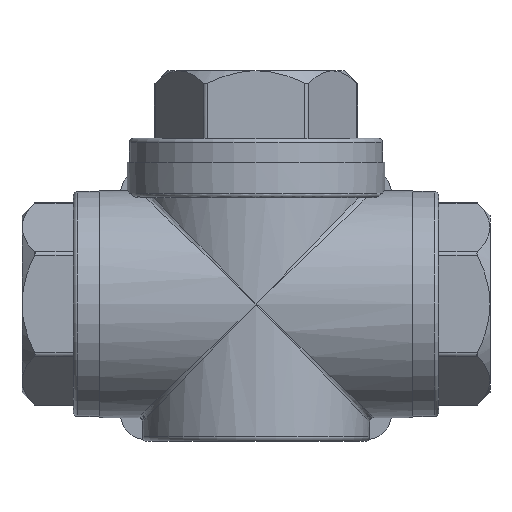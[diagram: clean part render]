
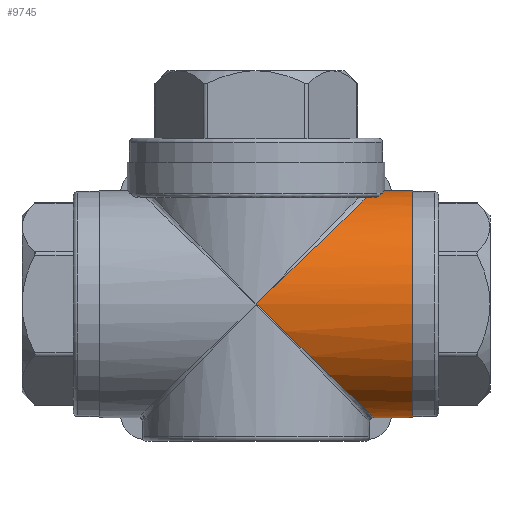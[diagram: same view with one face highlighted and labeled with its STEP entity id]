
A CAD part, front view. The second image highlights one B-rep face of the part: STEP entity #9745.
In plain terms, the highlighted cylindrical face has radius 21.018 mm (diameter 42.037 mm), a partial arc.
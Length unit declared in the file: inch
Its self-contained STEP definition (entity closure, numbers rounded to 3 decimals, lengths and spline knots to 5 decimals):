
#232 = CARTESIAN_POINT ( 'NONE',  ( 0.93243, -0.45554, 0.78169 ) ) ;
#320 = FACE_OUTER_BOUND ( 'NONE', #7685, .T. ) ;
#591 = CARTESIAN_POINT ( 'NONE',  ( 0.65125, -0.45554, 0.78169 ) ) ;
#854 = CARTESIAN_POINT ( 'NONE',  ( 0.64868, -0.16549, -0.82081 ) ) ;
#931 = EDGE_CURVE ( 'NONE', #2943, #4352, #2209, .T. ) ;
#1027 = VERTEX_POINT ( 'NONE', #5504 ) ;
#1137 = CYLINDRICAL_SURFACE ( 'NONE', #10189, 0.8275 ) ;
#1273 = CARTESIAN_POINT ( 'NONE',  ( 0.93243, -0.16549, 0.83419 ) ) ;
#1505 = CARTESIAN_POINT ( 'NONE',  ( 0.29297, -0.99299, -0.47805 ) ) ;
#1512 = CARTESIAN_POINT ( 'NONE',  ( 0.69879, -0.39247, 0.8027 ) ) ;
#1828 = CARTESIAN_POINT ( 'NONE',  ( 0.7148, -0.32182, 0.81987 ) ) ;
#1830 = B_SPLINE_CURVE_WITH_KNOTS ( 'NONE', 3,
 ( #3531, #1828, #9541, #5390, #2879, #4365, #10489, #7938 ),
 .UNSPECIFIED., .F., .F.,
 ( 4, 2, 2, 4 ),
 ( 0.00283, 0.00522, 0.00641, 0.00761 ),
 .UNSPECIFIED. ) ;
#1912 = VERTEX_POINT ( 'NONE', #1273 ) ;
#2166 = CARTESIAN_POINT ( 'NONE',  ( 0.93243, -0.16549, -0.82081 ) ) ;
#2174 = ORIENTED_EDGE ( 'NONE', *, *, #10454, .T. ) ;
#2209 = LINE ( 'NONE', #2166, #10759 ) ;
#2254 = CARTESIAN_POINT ( 'NONE',  ( 0.66717, -0.44599, 0.78521 ) ) ;
#2300 = EDGE_CURVE ( 'NONE', #1912, #2943, #8317, .T. ) ;
#2447 = DIRECTION ( 'NONE',  ( -1., 0., 0. ) ) ;
#2570 = EDGE_CURVE ( 'NONE', #1027, #7647, #8599, .T. ) ;
#2622 = ORIENTED_EDGE ( 'NONE', *, *, #3413, .F. ) ;
#2688 = CARTESIAN_POINT ( 'NONE',  ( -0.21007, -0.99299, 0.00669 ) ) ;
#2817 = CARTESIAN_POINT ( 'NONE',  ( 0.70872, -0.35181, 0.81294 ) ) ;
#2879 = CARTESIAN_POINT ( 'NONE',  ( 0.72545, -0.22832, 0.83195 ) ) ;
#2943 = VERTEX_POINT ( 'NONE', #4997 ) ;
#3111 = CARTESIAN_POINT ( 'NONE',  ( 0.65389, -0.4547, 0.782 ) ) ;
#3386 = CARTESIAN_POINT ( 'NONE',  ( 0.64868, -0.16549, -0.82081 ) ) ;
#3413 = EDGE_CURVE ( 'NONE', #5808, #5474, #1830, .T. ) ;
#3451 = CARTESIAN_POINT ( 'NONE',  ( 0.72743, -0.16549, 0.83419 ) ) ;
#3531 = CARTESIAN_POINT ( 'NONE',  ( 0.70872, -0.35181, 0.81294 ) ) ;
#3719 = VECTOR ( 'NONE', #10272, 39.37008 ) ;
#3939 = CARTESIAN_POINT ( 'NONE',  ( 0.6485, -0.45554, 0.78169 ) ) ;
#3946 = CARTESIAN_POINT ( 'NONE',  ( 0.93243, -0.16549, 0.00669 ) ) ;
#4004 = DIRECTION ( 'NONE',  ( 0., 0., 1. ) ) ;
#4352 = VERTEX_POINT ( 'NONE', #3386 ) ;
#4365 = CARTESIAN_POINT ( 'NONE',  ( 0.72703, -0.19687, 0.83374 ) ) ;
#4570 = DIRECTION ( 'NONE',  ( 0., 0., -1. ) ) ;
#4636 = VERTEX_POINT ( 'NONE', #2688 ) ;
#4723 =( BOUNDED_CURVE ( )  B_SPLINE_CURVE ( 3, ( #9049, #1505, #8235, #854 ),
 .UNSPECIFIED., .F., .T. ) 
 B_SPLINE_CURVE_WITH_KNOTS ( ( 4, 4 ),
 ( 1.5708, 3.14159 ),
 .UNSPECIFIED. ) 
 CURVE ( )  GEOMETRIC_REPRESENTATION_ITEM ( )  RATIONAL_B_SPLINE_CURVE ( ( 1., 0.805, 0.805, 1. ) ) 
 REPRESENTATION_ITEM ( '' )  );
#4733 = CARTESIAN_POINT ( 'NONE',  ( 0.93243, -0.16549, 0.00669 ) ) ;
#4768 = CARTESIAN_POINT ( 'NONE',  ( 0.66095, -0.45091, 0.78341 ) ) ;
#4826 = CARTESIAN_POINT ( 'NONE',  ( 0.6485, -0.45554, 0.78169 ) ) ;
#4832 = DIRECTION ( 'NONE',  ( -1., 0., 0. ) ) ;
#4927 = ORIENTED_EDGE ( 'NONE', *, *, #5732, .T. ) ;
#4997 = CARTESIAN_POINT ( 'NONE',  ( 0.93243, -0.16549, -0.82081 ) ) ;
#5390 = CARTESIAN_POINT ( 'NONE',  ( 0.72425, -0.24414, 0.83059 ) ) ;
#5462 = AXIS2_PLACEMENT_3D ( 'NONE', #4733, #9752, #4570 ) ;
#5474 = VERTEX_POINT ( 'NONE', #3451 ) ;
#5504 = CARTESIAN_POINT ( 'NONE',  ( 0.59419, -0.45554, 0.78169 ) ) ;
#5732 = EDGE_CURVE ( 'NONE', #5808, #7647, #9791, .T. ) ;
#5808 = VERTEX_POINT ( 'NONE', #2817 ) ;
#5957 = CARTESIAN_POINT ( 'NONE',  ( 0.93243, -0.16549, 0.83419 ) ) ;
#6203 =( BOUNDED_CURVE ( )  B_SPLINE_CURVE ( 3, ( #6671, #9249, #10265, #9200 ),
 .UNSPECIFIED., .F., .T. ) 
 B_SPLINE_CURVE_WITH_KNOTS ( ( 4, 4 ),
 ( 3.49972, 4.71239 ),
 .UNSPECIFIED. ) 
 CURVE ( )  GEOMETRIC_REPRESENTATION_ITEM ( )  RATIONAL_B_SPLINE_CURVE ( ( 1., 0.881, 0.881, 1. ) ) 
 REPRESENTATION_ITEM ( '' )  );
#6423 = CARTESIAN_POINT ( 'NONE',  ( 0.68556, -0.42078, 0.79389 ) ) ;
#6671 = CARTESIAN_POINT ( 'NONE',  ( 0.59419, -0.45554, 0.78169 ) ) ;
#7241 = CARTESIAN_POINT ( 'NONE',  ( 0.70454, -0.37246, 0.80817 ) ) ;
#7647 = VERTEX_POINT ( 'NONE', #4826 ) ;
#7685 = EDGE_LOOP ( 'NONE', ( #9102, #10606, #8349, #2622, #4927, #9105, #10249, #2174 ) ) ;
#7727 = VECTOR ( 'NONE', #2447, 39.37008 ) ;
#7938 = CARTESIAN_POINT ( 'NONE',  ( 0.72743, -0.16549, 0.83419 ) ) ;
#7981 = DIRECTION ( 'NONE',  ( -1., 0., 0. ) ) ;
#8139 = CARTESIAN_POINT ( 'NONE',  ( 0.65871, -0.4524, 0.78286 ) ) ;
#8235 = CARTESIAN_POINT ( 'NONE',  ( 0.64868, -0.65022, -0.82081 ) ) ;
#8248 = EDGE_CURVE ( 'NONE', #1027, #4636, #6203, .T. ) ;
#8317 = CIRCLE ( 'NONE', #5462, 0.8275 ) ;
#8349 = ORIENTED_EDGE ( 'NONE', *, *, #10614, .T. ) ;
#8384 = LINE ( 'NONE', #5957, #7727 ) ;
#8599 = LINE ( 'NONE', #232, #3719 ) ;
#8954 = CARTESIAN_POINT ( 'NONE',  ( 0.67074, -0.44211, 0.7866 ) ) ;
#9049 = CARTESIAN_POINT ( 'NONE',  ( -0.21007, -0.99299, 0.00669 ) ) ;
#9102 = ORIENTED_EDGE ( 'NONE', *, *, #931, .F. ) ;
#9105 = ORIENTED_EDGE ( 'NONE', *, *, #2570, .F. ) ;
#9170 = CARTESIAN_POINT ( 'NONE',  ( 0.70872, -0.35181, 0.81294 ) ) ;
#9200 = CARTESIAN_POINT ( 'NONE',  ( -0.21007, -0.99299, 0.00669 ) ) ;
#9249 = CARTESIAN_POINT ( 'NONE',  ( 0.46442, -0.78968, 0.65664 ) ) ;
#9541 = CARTESIAN_POINT ( 'NONE',  ( 0.7195, -0.29118, 0.8252 ) ) ;
#9745 = ADVANCED_FACE ( 'NONE', ( #320 ), #1137, .T. ) ;
#9752 = DIRECTION ( 'NONE',  ( 1., 0., 0. ) ) ;
#9791 = B_SPLINE_CURVE_WITH_KNOTS ( 'NONE', 3,
 ( #9170, #7241, #1512, #6423, #10638, #8954, #2254, #4768, #8139, #3111, #591, #3939 ),
 .UNSPECIFIED., .F., .F.,
 ( 4, 2, 2, 2, 2, 4 ),
 ( 0., 0.00164, 0.00246, 0.00287, 0.00307, 0.00327 ),
 .UNSPECIFIED. ) ;
#10189 = AXIS2_PLACEMENT_3D ( 'NONE', #3946, #7981, #4004 ) ;
#10249 = ORIENTED_EDGE ( 'NONE', *, *, #8248, .T. ) ;
#10265 = CARTESIAN_POINT ( 'NONE',  ( 0.16017, -0.99299, 0.36346 ) ) ;
#10272 = DIRECTION ( 'NONE',  ( 1., 0., 0. ) ) ;
#10454 = EDGE_CURVE ( 'NONE', #4636, #4352, #4723, .T. ) ;
#10489 = CARTESIAN_POINT ( 'NONE',  ( 0.72743, -0.18116, 0.83419 ) ) ;
#10606 = ORIENTED_EDGE ( 'NONE', *, *, #2300, .F. ) ;
#10614 = EDGE_CURVE ( 'NONE', #1912, #5474, #8384, .T. ) ;
#10638 = CARTESIAN_POINT ( 'NONE',  ( 0.68041, -0.4299, 0.79086 ) ) ;
#10759 = VECTOR ( 'NONE', #4832, 39.37008 ) ;
